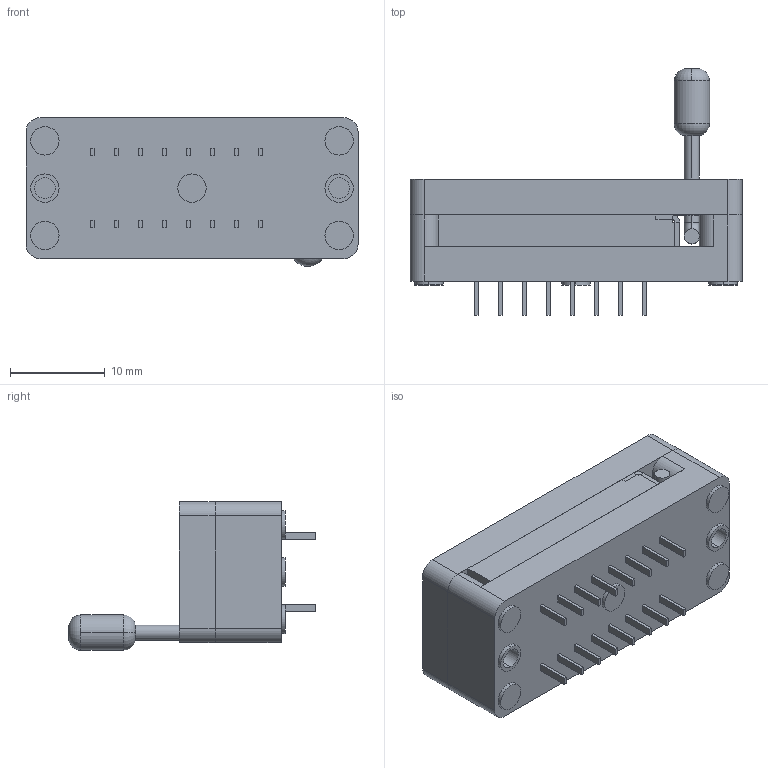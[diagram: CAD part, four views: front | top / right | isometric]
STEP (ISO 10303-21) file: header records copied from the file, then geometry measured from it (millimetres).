
FILE_DESCRIPTION (( 'STEP AP214' ), '1' );
FILE_NAME ('DS1044-160G.STEP', '2019-02-20T11:55:49', ( '' ), ( '' ), 'SwSTEP 2.0', 'SolidWorks 2017', '' );
FILE_SCHEMA (( 'AUTOMOTIVE_DESIGN' ));
Length unit declared in the file: millimetre
Products named in the file (1): DS1044-160G
Bounding box: 35.1 x 26.1 x 15.72 mm (x, y, z)
Volume: 5099.2 mm3; surface area: 4983.1 mm2
Topology: 24 solids, 24 shells, 291 faces, 715 edges, 472 vertices
Faces by surface type: plane 237, cylinder 48, torus 6
Entity records: 8792 total; most frequent: CARTESIAN_POINT 1479, ORIENTED_EDGE 1430, DIRECTION 1409, EDGE_CURVE 715, LINE 605, VECTOR 605, VERTEX_POINT 472, AXIS2_PLACEMENT_3D 402
